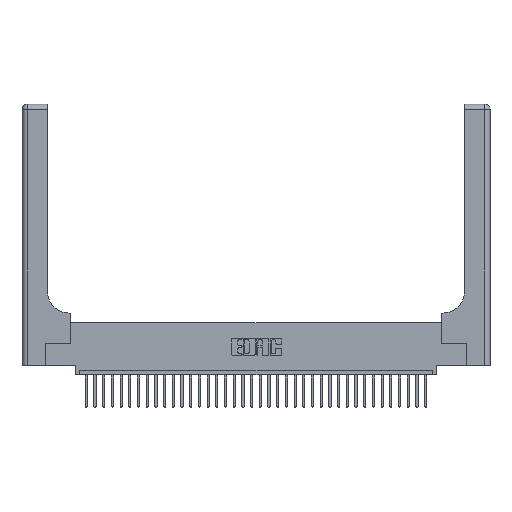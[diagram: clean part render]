
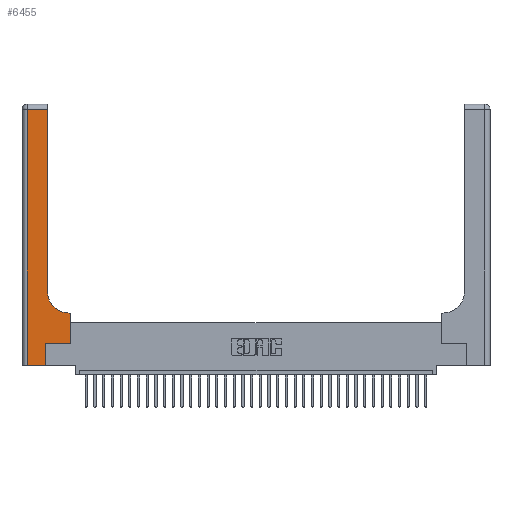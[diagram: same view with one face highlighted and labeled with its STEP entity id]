
A CAD part, top view. The second image highlights one B-rep face of the part: STEP entity #6455.
In plain terms, the highlighted planar face has unit normal (0, 0, 1).
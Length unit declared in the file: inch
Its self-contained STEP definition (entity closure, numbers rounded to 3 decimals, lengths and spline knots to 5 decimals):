
#74 = CARTESIAN_POINT ( 'NONE',  ( 0.2915, 0.6, 0.37 ) ) ;
#208 = CARTESIAN_POINT ( 'NONE',  ( 0.5585, 0.25, 0.37 ) ) ;
#654 = ORIENTED_EDGE ( 'NONE', *, *, #5150, .T. ) ;
#960 = CARTESIAN_POINT ( 'NONE',  ( 0.5415, 0.85, 0.37 ) ) ;
#1509 = CIRCLE ( 'NONE', #14715, 0.25 ) ;
#3012 = EDGE_CURVE ( 'NONE', #3400, #26797, #13977, .T. ) ;
#3400 = VERTEX_POINT ( 'NONE', #29022 ) ;
#3452 = VECTOR ( 'NONE', #27610, 39.37008 ) ;
#3742 = DIRECTION ( 'NONE',  ( 0., 0., -1. ) ) ;
#4017 = EDGE_CURVE ( 'NONE', #26797, #8550, #31062, .T. ) ;
#4879 = VECTOR ( 'NONE', #34571, 39.37008 ) ;
#5150 = EDGE_CURVE ( 'NONE', #8375, #13220, #13430, .T. ) ;
#6455 = ADVANCED_FACE ( 'NONE', ( #9836 ), #31239, .F. ) ;
#6515 = DIRECTION ( 'NONE',  ( 1., 0., 0. ) ) ;
#6937 = VECTOR ( 'NONE', #30999, 39.37008 ) ;
#7596 = VERTEX_POINT ( 'NONE', #32481 ) ;
#8375 = VERTEX_POINT ( 'NONE', #31825 ) ;
#8550 = VERTEX_POINT ( 'NONE', #208 ) ;
#9836 = FACE_OUTER_BOUND ( 'NONE', #15655, .T. ) ;
#10064 = ORIENTED_EDGE ( 'NONE', *, *, #4017, .T. ) ;
#10076 = DIRECTION ( 'NONE',  ( 0., 1., 0. ) ) ;
#10329 = CARTESIAN_POINT ( 'NONE',  ( 0.269, 0., 0.37 ) ) ;
#12065 = CARTESIAN_POINT ( 'NONE',  ( 0.5415, 0.6, 0.37 ) ) ;
#13220 = VERTEX_POINT ( 'NONE', #12065 ) ;
#13287 = DIRECTION ( 'NONE',  ( 0., -1., 0. ) ) ;
#13430 = LINE ( 'NONE', #74, #14244 ) ;
#13804 = ORIENTED_EDGE ( 'NONE', *, *, #18496, .T. ) ;
#13977 = LINE ( 'NONE', #10329, #35474 ) ;
#14244 = VECTOR ( 'NONE', #19390, 39.37008 ) ;
#14303 = LINE ( 'NONE', #19555, #6937 ) ;
#14715 = AXIS2_PLACEMENT_3D ( 'NONE', #960, #3742, #6515 ) ;
#14865 = LINE ( 'NONE', #23229, #4879 ) ;
#15051 = ORIENTED_EDGE ( 'NONE', *, *, #24724, .T. ) ;
#15655 = EDGE_LOOP ( 'NONE', ( #32592, #13804, #27183, #32457, #29751, #10064, #15051, #654, #32679 ) ) ;
#15802 = VERTEX_POINT ( 'NONE', #20283 ) ;
#15877 = EDGE_CURVE ( 'NONE', #13220, #7596, #1509, .T. ) ;
#18450 = EDGE_CURVE ( 'NONE', #24358, #15802, #29792, .T. ) ;
#18496 = EDGE_CURVE ( 'NONE', #29689, #24358, #14303, .T. ) ;
#18561 = EDGE_CURVE ( 'NONE', #7596, #29689, #31882, .T. ) ;
#19390 = DIRECTION ( 'NONE',  ( -1., 0., 0. ) ) ;
#19555 = CARTESIAN_POINT ( 'NONE',  ( 0., 2.94, 0.37 ) ) ;
#19670 = CARTESIAN_POINT ( 'NONE',  ( 0.2915, 2.94, 0.37 ) ) ;
#20283 = CARTESIAN_POINT ( 'NONE',  ( 0.06, 0., 0.37 ) ) ;
#20428 = CARTESIAN_POINT ( 'NONE',  ( 0.269, 0.25, 0.37 ) ) ;
#21634 = EDGE_CURVE ( 'NONE', #15802, #3400, #14865, .T. ) ;
#22418 = VECTOR ( 'NONE', #13287, 39.37008 ) ;
#22527 = DIRECTION ( 'NONE',  ( 0., 0., -1. ) ) ;
#23229 = CARTESIAN_POINT ( 'NONE',  ( 0., 0., 0.37 ) ) ;
#23839 = CARTESIAN_POINT ( 'NONE',  ( 0.06, 2.94, 0.37 ) ) ;
#24358 = VERTEX_POINT ( 'NONE', #23839 ) ;
#24724 = EDGE_CURVE ( 'NONE', #8550, #8375, #26391, .T. ) ;
#25294 = CARTESIAN_POINT ( 'NONE',  ( 0., 3., 0.37 ) ) ;
#25809 = CARTESIAN_POINT ( 'NONE',  ( 0.269, 0.25, 0.37 ) ) ;
#25902 = CARTESIAN_POINT ( 'NONE',  ( 0.2915, 3., 0.37 ) ) ;
#26346 = VECTOR ( 'NONE', #34138, 39.37008 ) ;
#26391 = LINE ( 'NONE', #30506, #3452 ) ;
#26797 = VERTEX_POINT ( 'NONE', #20428 ) ;
#27183 = ORIENTED_EDGE ( 'NONE', *, *, #18450, .T. ) ;
#27511 = VECTOR ( 'NONE', #29073, 39.37008 ) ;
#27610 = DIRECTION ( 'NONE',  ( 0., 1., 0. ) ) ;
#28067 = DIRECTION ( 'NONE',  ( -1., 0., 0. ) ) ;
#28498 = CARTESIAN_POINT ( 'NONE',  ( 0.06, 3., 0.37 ) ) ;
#29022 = CARTESIAN_POINT ( 'NONE',  ( 0.269, 0., 0.37 ) ) ;
#29073 = DIRECTION ( 'NONE',  ( 0., 1., 0. ) ) ;
#29689 = VERTEX_POINT ( 'NONE', #19670 ) ;
#29751 = ORIENTED_EDGE ( 'NONE', *, *, #3012, .T. ) ;
#29792 = LINE ( 'NONE', #28498, #22418 ) ;
#30506 = CARTESIAN_POINT ( 'NONE',  ( 0.5585, 0.25, 0.37 ) ) ;
#30999 = DIRECTION ( 'NONE',  ( -1., 0., 0. ) ) ;
#31062 = LINE ( 'NONE', #25809, #26346 ) ;
#31239 = PLANE ( 'NONE',  #35543 ) ;
#31825 = CARTESIAN_POINT ( 'NONE',  ( 0.5585, 0.6, 0.37 ) ) ;
#31882 = LINE ( 'NONE', #25902, #27511 ) ;
#32457 = ORIENTED_EDGE ( 'NONE', *, *, #21634, .T. ) ;
#32481 = CARTESIAN_POINT ( 'NONE',  ( 0.2915, 0.85, 0.37 ) ) ;
#32592 = ORIENTED_EDGE ( 'NONE', *, *, #18561, .T. ) ;
#32679 = ORIENTED_EDGE ( 'NONE', *, *, #15877, .T. ) ;
#34138 = DIRECTION ( 'NONE',  ( 1., 0., 0. ) ) ;
#34571 = DIRECTION ( 'NONE',  ( 1., 0., 0. ) ) ;
#35474 = VECTOR ( 'NONE', #10076, 39.37008 ) ;
#35543 = AXIS2_PLACEMENT_3D ( 'NONE', #25294, #22527, #28067 ) ;
